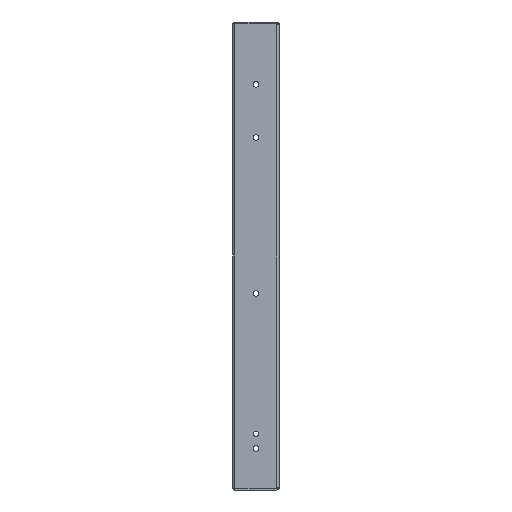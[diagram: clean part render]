
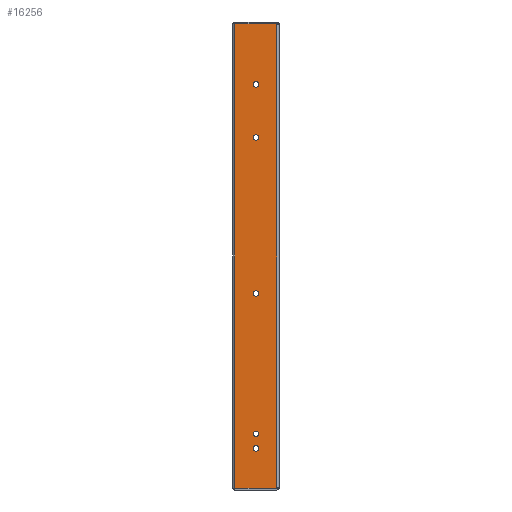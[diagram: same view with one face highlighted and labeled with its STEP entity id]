
A CAD part, left-side view. The second image highlights one B-rep face of the part: STEP entity #16256.
In plain terms, the highlighted planar face has unit normal (-1, 0, 0).
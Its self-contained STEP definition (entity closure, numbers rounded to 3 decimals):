
#4355=CARTESIAN_POINT('',(-215.5,2.361,223.426));
#4366=CARTESIAN_POINT('',(-215.5,2.361,-223.426));
#4373=DIRECTION('',(0.,1.,0.));
#4374=VECTOR('',#4373,40.378);
#4375=CARTESIAN_POINT('',(-215.5,2.361,223.426));
#4376=LINE('',#4375,#4374);
#4377=DIRECTION('',(0.,0.,-1.));
#4378=VECTOR('',#4377,446.852);
#4379=CARTESIAN_POINT('',(-215.5,2.361,223.426));
#4380=LINE('',#4379,#4378);
#4381=DIRECTION('',(0.,1.,0.));
#4382=VECTOR('',#4381,40.378);
#4383=CARTESIAN_POINT('',(-215.5,2.361,-223.426));
#4384=LINE('',#4383,#4382);
#4385=CARTESIAN_POINT('',(-215.5,22.225,-185.));
#4386=DIRECTION('',(1.,0.,0.));
#4387=DIRECTION('',(0.,0.,1.));
#4388=AXIS2_PLACEMENT_3D('',#4385,#4386,#4387);
#4390=CARTESIAN_POINT('',(-215.5,22.225,-185.));
#4391=DIRECTION('',(1.,0.,0.));
#4392=DIRECTION('',(0.,0.,-1.));
#4393=AXIS2_PLACEMENT_3D('',#4390,#4391,#4392);
#4395=CARTESIAN_POINT('',(-215.5,22.225,-171.));
#4396=DIRECTION('',(1.,0.,0.));
#4397=DIRECTION('',(0.,0.,1.));
#4398=AXIS2_PLACEMENT_3D('',#4395,#4396,#4397);
#4400=CARTESIAN_POINT('',(-215.5,22.225,-171.));
#4401=DIRECTION('',(1.,0.,0.));
#4402=DIRECTION('',(0.,0.,-1.));
#4403=AXIS2_PLACEMENT_3D('',#4400,#4401,#4402);
#4405=CARTESIAN_POINT('',(-215.5,22.225,-36.));
#4406=DIRECTION('',(1.,0.,0.));
#4407=DIRECTION('',(0.,0.,1.));
#4408=AXIS2_PLACEMENT_3D('',#4405,#4406,#4407);
#4410=CARTESIAN_POINT('',(-215.5,22.225,-36.));
#4411=DIRECTION('',(1.,0.,0.));
#4412=DIRECTION('',(0.,0.,-1.));
#4413=AXIS2_PLACEMENT_3D('',#4410,#4411,#4412);
#4415=CARTESIAN_POINT('',(-215.5,22.225,114.));
#4416=DIRECTION('',(1.,0.,0.));
#4417=DIRECTION('',(0.,0.,1.));
#4418=AXIS2_PLACEMENT_3D('',#4415,#4416,#4417);
#4420=CARTESIAN_POINT('',(-215.5,22.225,114.));
#4421=DIRECTION('',(1.,0.,0.));
#4422=DIRECTION('',(0.,0.,-1.));
#4423=AXIS2_PLACEMENT_3D('',#4420,#4421,#4422);
#4425=CARTESIAN_POINT('',(-215.5,22.225,165.));
#4426=DIRECTION('',(1.,0.,0.));
#4427=DIRECTION('',(0.,0.,1.));
#4428=AXIS2_PLACEMENT_3D('',#4425,#4426,#4427);
#4430=CARTESIAN_POINT('',(-215.5,22.225,165.));
#4431=DIRECTION('',(1.,0.,0.));
#4432=DIRECTION('',(0.,0.,-1.));
#4433=AXIS2_PLACEMENT_3D('',#4430,#4431,#4432);
#4444=DIRECTION('',(0.,0.,-1.));
#4445=VECTOR('',#4444,446.852);
#4446=CARTESIAN_POINT('',(-215.5,42.739,223.426));
#4447=LINE('',#4446,#4445);
#9527=VERTEX_POINT('',#4366);
#9534=VERTEX_POINT('',#4355);
#10523=CARTESIAN_POINT('',(-215.5,22.225,-182.3));
#10524=CARTESIAN_POINT('',(-215.5,22.225,-187.7));
#10525=VERTEX_POINT('',#10523);
#10526=VERTEX_POINT('',#10524);
#10527=CARTESIAN_POINT('',(-215.5,22.225,-168.3));
#10528=CARTESIAN_POINT('',(-215.5,22.225,-173.7));
#10529=VERTEX_POINT('',#10527);
#10530=VERTEX_POINT('',#10528);
#10531=CARTESIAN_POINT('',(-215.5,22.225,-33.3));
#10532=CARTESIAN_POINT('',(-215.5,22.225,-38.7));
#10533=VERTEX_POINT('',#10531);
#10534=VERTEX_POINT('',#10532);
#10535=CARTESIAN_POINT('',(-215.5,22.225,116.7));
#10536=CARTESIAN_POINT('',(-215.5,22.225,111.3));
#10537=VERTEX_POINT('',#10535);
#10538=VERTEX_POINT('',#10536);
#10539=CARTESIAN_POINT('',(-215.5,22.225,167.7));
#10540=CARTESIAN_POINT('',(-215.5,22.225,162.3));
#10541=VERTEX_POINT('',#10539);
#10542=VERTEX_POINT('',#10540);
#10609=CARTESIAN_POINT('',(-215.5,42.739,223.426));
#10610=VERTEX_POINT('',#10609);
#10631=CARTESIAN_POINT('',(-215.5,42.739,-223.426));
#10632=VERTEX_POINT('',#10631);
#16212=CARTESIAN_POINT('',(-215.5,2.361,-222.639));
#16213=DIRECTION('',(1.,0.,0.));
#16214=DIRECTION('',(0.,1.,0.));
#16215=AXIS2_PLACEMENT_3D('',#16212,#16213,#16214);
#16216=PLANE('',#16215);
#16218=ORIENTED_EDGE('',*,*,#16217,.F.);
#16220=ORIENTED_EDGE('',*,*,#16219,.F.);
#16221=ORIENTED_EDGE('',*,*,#16204,.T.);
#16223=ORIENTED_EDGE('',*,*,#16222,.T.);
#16224=EDGE_LOOP('',(#16218,#16220,#16221,#16223));
#16225=FACE_OUTER_BOUND('',#16224,.F.);
#16227=ORIENTED_EDGE('',*,*,#16226,.F.);
#16229=ORIENTED_EDGE('',*,*,#16228,.F.);
#16230=EDGE_LOOP('',(#16227,#16229));
#16231=FACE_BOUND('',#16230,.F.);
#16233=ORIENTED_EDGE('',*,*,#16232,.F.);
#16235=ORIENTED_EDGE('',*,*,#16234,.F.);
#16236=EDGE_LOOP('',(#16233,#16235));
#16237=FACE_BOUND('',#16236,.F.);
#16239=ORIENTED_EDGE('',*,*,#16238,.F.);
#16241=ORIENTED_EDGE('',*,*,#16240,.F.);
#16242=EDGE_LOOP('',(#16239,#16241));
#16243=FACE_BOUND('',#16242,.F.);
#16245=ORIENTED_EDGE('',*,*,#16244,.F.);
#16247=ORIENTED_EDGE('',*,*,#16246,.F.);
#16248=EDGE_LOOP('',(#16245,#16247));
#16249=FACE_BOUND('',#16248,.F.);
#16251=ORIENTED_EDGE('',*,*,#16250,.F.);
#16253=ORIENTED_EDGE('',*,*,#16252,.F.);
#16254=EDGE_LOOP('',(#16251,#16253));
#16255=FACE_BOUND('',#16254,.F.);
#4389=CIRCLE('',#4388,2.7);
#4394=CIRCLE('',#4393,2.7);
#4399=CIRCLE('',#4398,2.7);
#4404=CIRCLE('',#4403,2.7);
#4409=CIRCLE('',#4408,2.7);
#4414=CIRCLE('',#4413,2.7);
#4419=CIRCLE('',#4418,2.7);
#4424=CIRCLE('',#4423,2.7);
#4429=CIRCLE('',#4428,2.7);
#4434=CIRCLE('',#4433,2.7);
#16204=EDGE_CURVE('',#9534,#9527,#4380,.T.);
#16217=EDGE_CURVE('',#10610,#10632,#4447,.T.);
#16219=EDGE_CURVE('',#9534,#10610,#4376,.T.);
#16222=EDGE_CURVE('',#9527,#10632,#4384,.T.);
#16226=EDGE_CURVE('',#10525,#10526,#4389,.T.);
#16228=EDGE_CURVE('',#10526,#10525,#4394,.T.);
#16232=EDGE_CURVE('',#10529,#10530,#4399,.T.);
#16234=EDGE_CURVE('',#10530,#10529,#4404,.T.);
#16238=EDGE_CURVE('',#10533,#10534,#4409,.T.);
#16240=EDGE_CURVE('',#10534,#10533,#4414,.T.);
#16244=EDGE_CURVE('',#10537,#10538,#4419,.T.);
#16246=EDGE_CURVE('',#10538,#10537,#4424,.T.);
#16250=EDGE_CURVE('',#10541,#10542,#4429,.T.);
#16252=EDGE_CURVE('',#10542,#10541,#4434,.T.);
#16256=ADVANCED_FACE('',(#16225,#16231,#16237,#16243,#16249,#16255),#16216,.F.);
